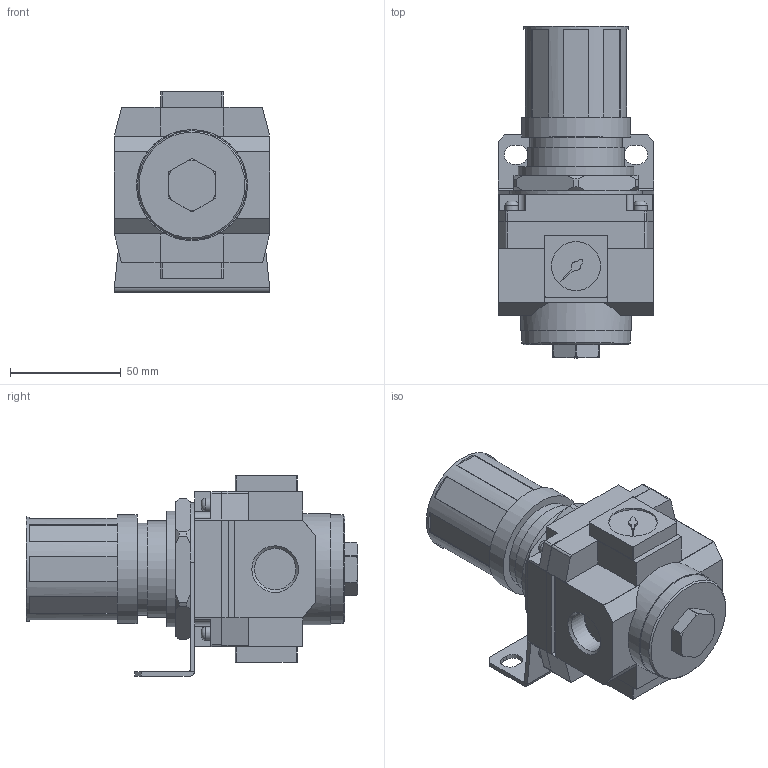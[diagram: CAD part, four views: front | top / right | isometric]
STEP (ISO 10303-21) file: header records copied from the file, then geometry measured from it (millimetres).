
FILE_DESCRIPTION(/* description */ ('STEP AP203'),/* implementation_level */ '2;1');
FILE_NAME(/* name */ 'EIR4000-041',/* time_stamp */ '2025-07-02T16:41:58+02:00',/* author */ ('License CC BY-ND 4.0'),/* organization */ ('CADENAS'),/* preprocessor_version */ 'ST-DEVELOPER v19.3',/* originating_system */ 'PARTsolutions',/* authorisation */ ' ');
FILE_SCHEMA (('CONFIG_CONTROL_DESIGN'));
Length unit declared in the file: millimetre
Products named in the file (1): EIR4000-041
Bounding box: 70 x 149.5 x 90.2 mm (x, y, z)
Volume: 398160.5 mm3; surface area: 48843.5 mm2
Topology: 1 solids, 1 shells, 249 faces, 656 edges, 427 vertices
Faces by surface type: plane 163, cylinder 59, cone 23, torus 4
Full cylindrical faces by diameter (mm): 6 x4, 18.631 x2, 22 x1, 41.5 x1, 43.5 x1, 47 x1, 49 x2, 50 x1, 52 x1
Entity records: 9339 total; most frequent: CARTESIAN_POINT 1414, DIRECTION 1274, ORIENTED_EDGE 1262, EDGE_CURVE 631, AXIS2_PLACEMENT_3D 429, VERTEX_POINT 425, LINE 416, VECTOR 416
